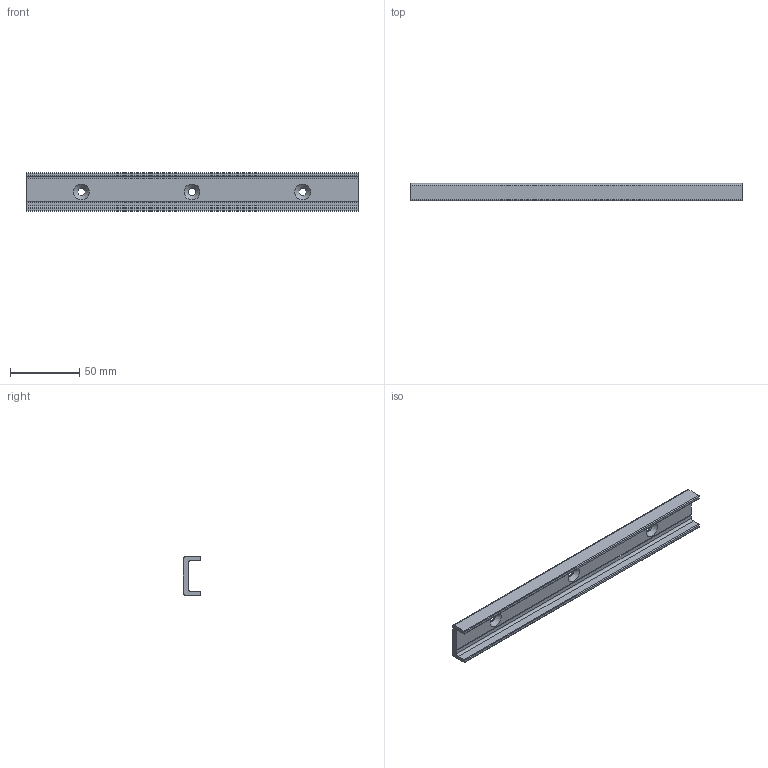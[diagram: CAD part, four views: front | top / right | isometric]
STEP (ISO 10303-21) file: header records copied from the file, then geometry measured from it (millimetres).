
FILE_DESCRIPTION((''),'2;1');
FILE_NAME('LCU 28H-0240.V.stp','2016-05-04T09:45:58',('MRathmann'),(''),'Autodesk Inventor 2012','Autodesk Inventor 2012','');
FILE_SCHEMA(('CONFIG_CONTROL_DESIGN'));
Length unit declared in the file: millimetre
Products named in the file (1): LCU 28H-0240.V
Bounding box: 240 x 12.3 x 28 mm (x, y, z)
Volume: 36442.9 mm3; surface area: 23001.4 mm2
Topology: 1 solids, 1 shells, 26 faces, 72 edges, 48 vertices
Faces by surface type: cylinder 12, plane 11, cone 3
Full cylindrical faces by diameter (mm): 5.5 x3
Entity records: 824 total; most frequent: DIRECTION 144, CARTESIAN_POINT 135, ORIENTED_EDGE 126, EDGE_CURVE 63, AXIS2_PLACEMENT_3D 54, VERTEX_POINT 45, EDGE_LOOP 38, VECTOR 36
